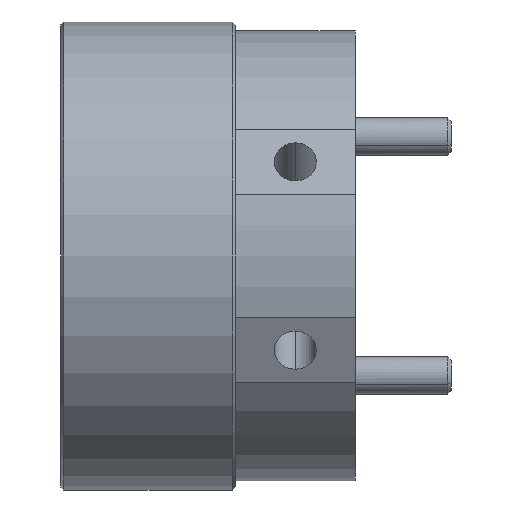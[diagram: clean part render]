
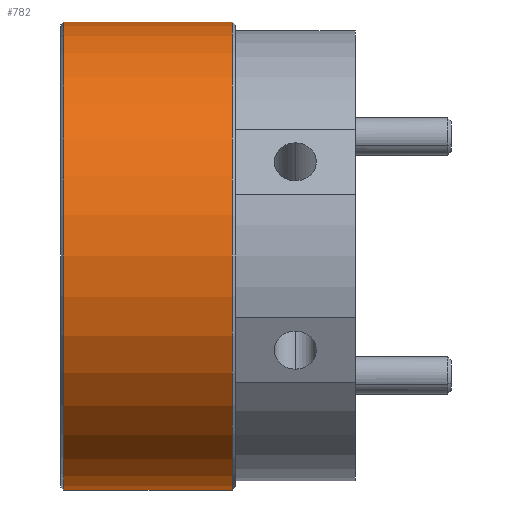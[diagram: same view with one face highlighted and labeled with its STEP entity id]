
A CAD part, left-side view. The second image highlights one B-rep face of the part: STEP entity #782.
In plain terms, the highlighted cylindrical face has radius 9.906 mm (diameter 19.812 mm), a partial arc.
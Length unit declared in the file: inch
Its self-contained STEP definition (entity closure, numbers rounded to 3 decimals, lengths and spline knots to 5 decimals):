
#60 = DIRECTION ( 'NONE',  ( 0., 1., 0. ) ) ;
#221 = AXIS2_PLACEMENT_3D ( 'NONE', #2829, #4761, #3342 ) ;
#595 = CARTESIAN_POINT ( 'NONE',  ( 0., 0.161, 0.39 ) ) ;
#782 = ADVANCED_FACE ( 'NONE', ( #3778 ), #6165, .T. ) ;
#847 = CARTESIAN_POINT ( 'NONE',  ( 0., 0.161, 0. ) ) ;
#896 = CARTESIAN_POINT ( 'NONE',  ( 0., 0.156, 0. ) ) ;
#1243 = VERTEX_POINT ( 'NONE', #5158 ) ;
#1348 = DIRECTION ( 'NONE',  ( 0., 1., 0. ) ) ;
#1368 = DIRECTION ( 'NONE',  ( 0., 1., 0. ) ) ;
#1914 = CARTESIAN_POINT ( 'NONE',  ( 0., 0.156, 0.39 ) ) ;
#2157 = VERTEX_POINT ( 'NONE', #5749 ) ;
#2399 = VERTEX_POINT ( 'NONE', #1914 ) ;
#2437 = EDGE_CURVE ( 'NONE', #2157, #1243, #4939, .T. ) ;
#2445 = CARTESIAN_POINT ( 'NONE',  ( 0., 0.161, -0.39 ) ) ;
#2704 = EDGE_CURVE ( 'NONE', #4483, #2399, #4835, .T. ) ;
#2829 = CARTESIAN_POINT ( 'NONE',  ( 0., -0.125, 0. ) ) ;
#2985 = ORIENTED_EDGE ( 'NONE', *, *, #4696, .T. ) ;
#3232 = VECTOR ( 'NONE', #60, 39.37008 ) ;
#3331 = DIRECTION ( 'NONE',  ( 0., 0., 1. ) ) ;
#3342 = DIRECTION ( 'NONE',  ( 0., 0., 1. ) ) ;
#3738 = DIRECTION ( 'NONE',  ( 0., 0., 1. ) ) ;
#3760 = EDGE_CURVE ( 'NONE', #2157, #4483, #3808, .T. ) ;
#3778 = FACE_OUTER_BOUND ( 'NONE', #5564, .T. ) ;
#3808 = LINE ( 'NONE', #2445, #3232 ) ;
#3810 = AXIS2_PLACEMENT_3D ( 'NONE', #847, #1348, #3331 ) ;
#3929 = LINE ( 'NONE', #595, #5737 ) ;
#3991 = ORIENTED_EDGE ( 'NONE', *, *, #3760, .F. ) ;
#4483 = VERTEX_POINT ( 'NONE', #5450 ) ;
#4545 = ORIENTED_EDGE ( 'NONE', *, *, #2704, .F. ) ;
#4696 = EDGE_CURVE ( 'NONE', #1243, #2399, #3929, .T. ) ;
#4758 = ORIENTED_EDGE ( 'NONE', *, *, #2437, .T. ) ;
#4761 = DIRECTION ( 'NONE',  ( 0., 1., 0. ) ) ;
#4835 = CIRCLE ( 'NONE', #4946, 0.39 ) ;
#4842 = DIRECTION ( 'NONE',  ( 0., 1., 0. ) ) ;
#4939 = CIRCLE ( 'NONE', #221, 0.39 ) ;
#4946 = AXIS2_PLACEMENT_3D ( 'NONE', #896, #1368, #3738 ) ;
#5158 = CARTESIAN_POINT ( 'NONE',  ( 0., -0.125, 0.39 ) ) ;
#5450 = CARTESIAN_POINT ( 'NONE',  ( 0., 0.156, -0.39 ) ) ;
#5564 = EDGE_LOOP ( 'NONE', ( #3991, #4758, #2985, #4545 ) ) ;
#5737 = VECTOR ( 'NONE', #4842, 39.37008 ) ;
#5749 = CARTESIAN_POINT ( 'NONE',  ( 0., -0.125, -0.39 ) ) ;
#6165 = CYLINDRICAL_SURFACE ( 'NONE', #3810, 0.39 ) ;
